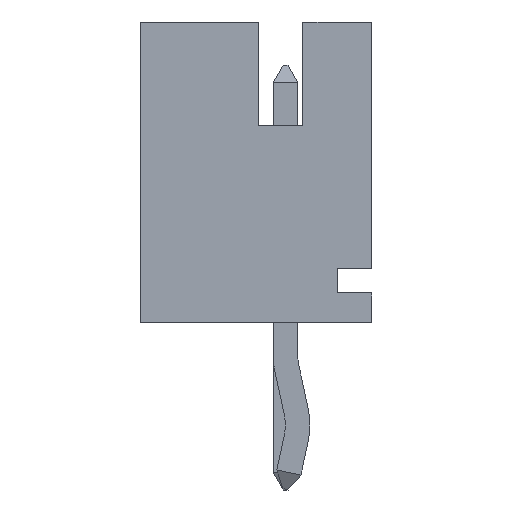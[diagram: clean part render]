
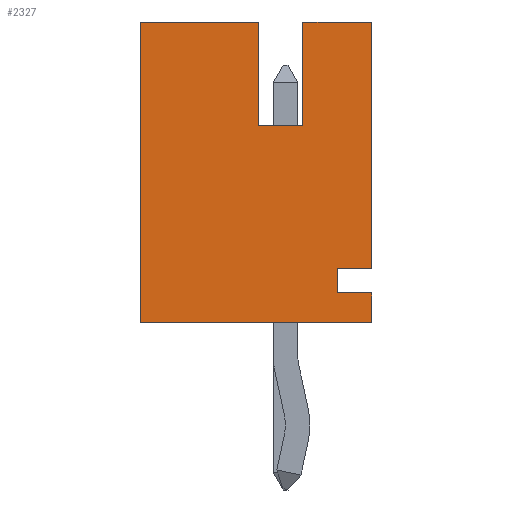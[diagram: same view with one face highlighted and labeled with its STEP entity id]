
A CAD part, left-side view. The second image highlights one B-rep face of the part: STEP entity #2327.
In plain terms, the highlighted planar face has unit normal (-1, 0, 0).
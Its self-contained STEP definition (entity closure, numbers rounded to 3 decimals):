
#252=ORIENTED_EDGE('',*,*,#863,.F.);
#253=ORIENTED_EDGE('',*,*,#864,.F.);
#254=ORIENTED_EDGE('',*,*,#865,.F.);
#255=ORIENTED_EDGE('',*,*,#866,.T.);
#256=ORIENTED_EDGE('',*,*,#758,.T.);
#257=ORIENTED_EDGE('',*,*,#815,.T.);
#258=ORIENTED_EDGE('',*,*,#731,.T.);
#259=ORIENTED_EDGE('',*,*,#867,.T.);
#260=ORIENTED_EDGE('',*,*,#868,.T.);
#261=ORIENTED_EDGE('',*,*,#869,.T.);
#262=ORIENTED_EDGE('',*,*,#830,.T.);
#263=ORIENTED_EDGE('',*,*,#827,.T.);
#731=EDGE_CURVE('',#1061,#1060,#1276,.T.);
#758=EDGE_CURVE('',#1087,#1086,#1303,.T.);
#815=EDGE_CURVE('',#1086,#1061,#1360,.T.);
#827=EDGE_CURVE('',#1133,#1132,#1372,.T.);
#830=EDGE_CURVE('',#1135,#1133,#1375,.T.);
#863=EDGE_CURVE('',#1162,#1132,#1408,.T.);
#864=EDGE_CURVE('',#1163,#1162,#1409,.T.);
#865=EDGE_CURVE('',#1164,#1163,#1410,.T.);
#866=EDGE_CURVE('',#1164,#1087,#1411,.T.);
#867=EDGE_CURVE('',#1060,#1165,#1412,.T.);
#868=EDGE_CURVE('',#1165,#1166,#1413,.T.);
#869=EDGE_CURVE('',#1166,#1135,#1414,.T.);
#1060=VERTEX_POINT('',#3220);
#1061=VERTEX_POINT('',#3222);
#1086=VERTEX_POINT('',#3274);
#1087=VERTEX_POINT('',#3276);
#1132=VERTEX_POINT('',#3410);
#1133=VERTEX_POINT('',#3412);
#1135=VERTEX_POINT('',#3418);
#1162=VERTEX_POINT('',#3482);
#1163=VERTEX_POINT('',#3484);
#1164=VERTEX_POINT('',#3486);
#1165=VERTEX_POINT('',#3489);
#1166=VERTEX_POINT('',#3491);
#1276=LINE('',#3221,#1599);
#1303=LINE('',#3275,#1626);
#1360=LINE('',#3386,#1683);
#1372=LINE('',#3411,#1695);
#1375=LINE('',#3417,#1698);
#1408=LINE('',#3481,#1731);
#1409=LINE('',#3483,#1732);
#1410=LINE('',#3485,#1733);
#1411=LINE('',#3487,#1734);
#1412=LINE('',#3488,#1735);
#1413=LINE('',#3490,#1736);
#1414=LINE('',#3492,#1737);
#1599=VECTOR('',#2616,1000.);
#1626=VECTOR('',#2645,1000.);
#1683=VECTOR('',#2734,1000.);
#1695=VECTOR('',#2756,1000.);
#1698=VECTOR('',#2761,1000.);
#1731=VECTOR('',#2802,1000.);
#1732=VECTOR('',#2803,1000.);
#1733=VECTOR('',#2804,1000.);
#1734=VECTOR('',#2805,1000.);
#1735=VECTOR('',#2806,1000.);
#1736=VECTOR('',#2807,1000.);
#1737=VECTOR('',#2808,1000.);
#1945=EDGE_LOOP('',(#252,#253,#254,#255,#256,#257,#258,#259,#260,#261,#262,
#263));
#2080=FACE_BOUND('',#1945,.T.);
#2208=PLANE('',#2488);
#2327=ADVANCED_FACE('',(#2080),#2208,.T.);
#2488=AXIS2_PLACEMENT_3D('',#3480,#2800,#2801);
#2616=DIRECTION('',(0.,0.,1.));
#2645=DIRECTION('',(0.,0.,-1.));
#2734=DIRECTION('',(0.,-1.,0.));
#2756=DIRECTION('',(0.,1.,0.));
#2761=DIRECTION('',(0.,0.,1.));
#2800=DIRECTION('',(-1.,0.,0.));
#2801=DIRECTION('',(0.,0.,1.));
#2802=DIRECTION('',(0.,0.,1.));
#2803=DIRECTION('',(0.,-1.,0.));
#2804=DIRECTION('',(0.,0.,-1.));
#2805=DIRECTION('',(0.,1.,0.));
#2806=DIRECTION('',(0.,1.,0.));
#2807=DIRECTION('',(0.,0.,1.));
#2808=DIRECTION('',(0.,-1.,0.));
#3220=CARTESIAN_POINT('',(-5.,-2.35,-2.45));
#3221=CARTESIAN_POINT('',(-5.,-2.35,-3.05));
#3222=CARTESIAN_POINT('',(-5.,-2.35,-3.05));
#3274=CARTESIAN_POINT('',(-5.,2.35,-3.05));
#3275=CARTESIAN_POINT('',(-5.,2.35,3.05));
#3276=CARTESIAN_POINT('',(-5.,2.35,3.05));
#3386=CARTESIAN_POINT('',(-5.,2.35,-3.05));
#3410=CARTESIAN_POINT('',(-5.,-0.95,3.05));
#3411=CARTESIAN_POINT('',(-5.,-2.35,3.05));
#3412=CARTESIAN_POINT('',(-5.,-2.35,3.05));
#3417=CARTESIAN_POINT('',(-5.,-2.35,-3.05));
#3418=CARTESIAN_POINT('',(-5.,-2.35,-1.95));
#3480=CARTESIAN_POINT('',(-5.,0.,0.));
#3481=CARTESIAN_POINT('',(-5.,-0.95,0.95));
#3482=CARTESIAN_POINT('',(-5.,-0.95,0.95));
#3483=CARTESIAN_POINT('',(-5.,-0.05,0.95));
#3484=CARTESIAN_POINT('',(-5.,-0.05,0.95));
#3485=CARTESIAN_POINT('',(-5.,-0.05,3.05));
#3486=CARTESIAN_POINT('',(-5.,-0.05,3.05));
#3487=CARTESIAN_POINT('',(-5.,-2.35,3.05));
#3488=CARTESIAN_POINT('',(-5.,0.,-2.45));
#3489=CARTESIAN_POINT('',(-5.,-1.65,-2.45));
#3490=CARTESIAN_POINT('',(-5.,-1.65,0.));
#3491=CARTESIAN_POINT('',(-5.,-1.65,-1.95));
#3492=CARTESIAN_POINT('',(-5.,0.,-1.95));
